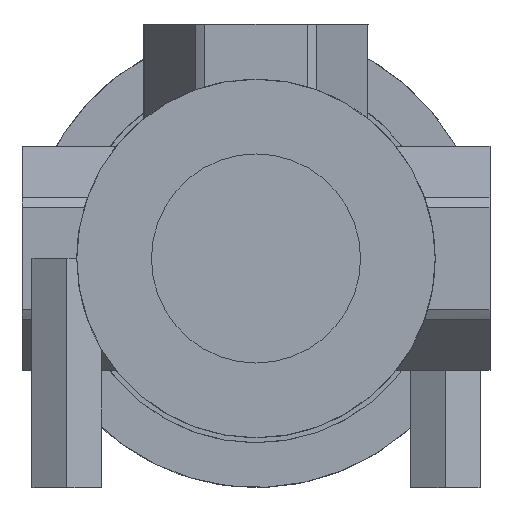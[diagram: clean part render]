
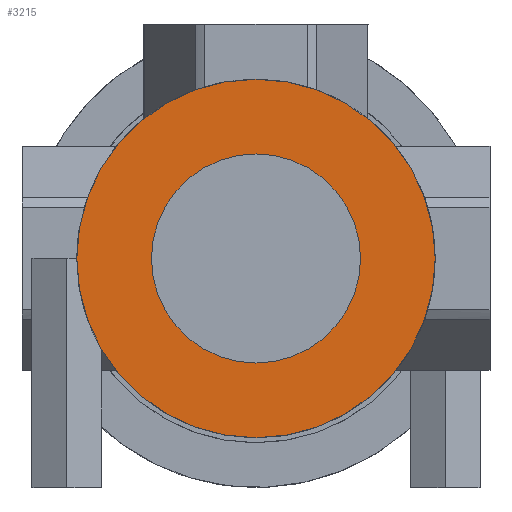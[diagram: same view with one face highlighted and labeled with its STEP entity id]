
A CAD part, front view. The second image highlights one B-rep face of the part: STEP entity #3215.
In plain terms, the highlighted planar face has unit normal (0, -1, 0).
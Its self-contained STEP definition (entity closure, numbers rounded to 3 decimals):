
#3184=CARTESIAN_POINT('',(35.999,-5.,0.0));
#3185=VERTEX_POINT('',#3184);
#3186=CARTESIAN_POINT('',(0.0,-5.,0.0));
#3187=DIRECTION('',(0.0,-1.0,0.0));
#3188=DIRECTION('',(1.0,0.0,0.0));
#3189=AXIS2_PLACEMENT_3D('',#3186,#3187,#3188);
#3190=CIRCLE('',#3189,35.999);
#3191=EDGE_CURVE('',#3185,#3185,#3190,.T.);
#3196=CARTESIAN_POINT('',(28.5,-5.,0.0));
#3197=DIRECTION('',(0.0,-1.0,0.0));
#3198=DIRECTION('',(0.0,0.0,-1.0));
#3199=AXIS2_PLACEMENT_3D('',#3196,#3197,#3198);
#3200=PLANE('',#3199);
#3201=ORIENTED_EDGE('',*,*,#3191,.T.);
#3202=EDGE_LOOP('',(#3201));
#3203=FACE_OUTER_BOUND('',#3202,.T.);
#3204=CARTESIAN_POINT('',(21.0,-5.,0.0));
#3205=VERTEX_POINT('',#3204);
#3206=CARTESIAN_POINT('',(0.0,-5.,0.0));
#3207=DIRECTION('',(0.0,-1.0,0.0));
#3208=DIRECTION('',(1.0,0.0,0.0));
#3209=AXIS2_PLACEMENT_3D('',#3206,#3207,#3208);
#3210=CIRCLE('',#3209,21.0);
#3211=EDGE_CURVE('',#3205,#3205,#3210,.T.);
#3212=ORIENTED_EDGE('',*,*,#3211,.F.);
#3213=EDGE_LOOP('',(#3212));
#3214=FACE_BOUND('',#3213,.T.);
#3215=ADVANCED_FACE('',(#3203,#3214),#3200,.T.);
